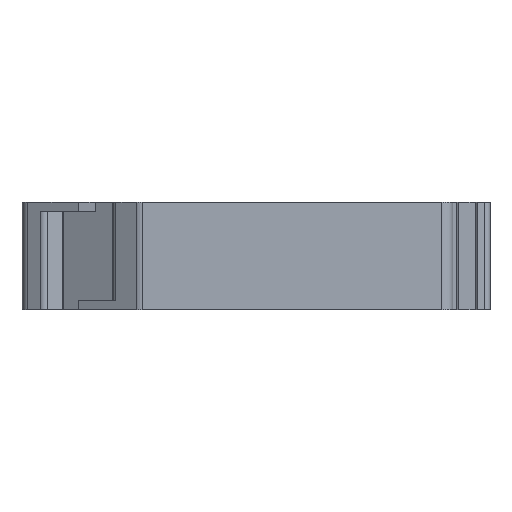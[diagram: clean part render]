
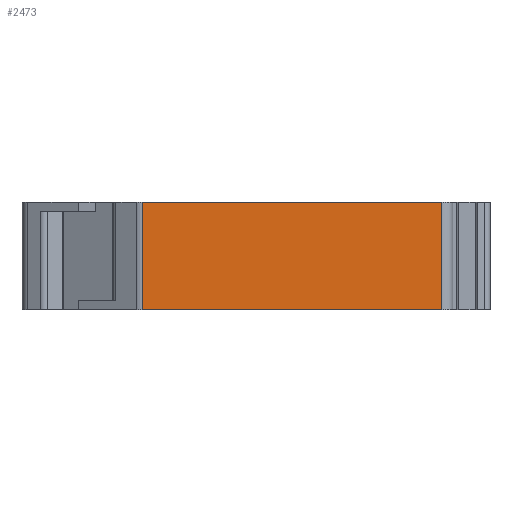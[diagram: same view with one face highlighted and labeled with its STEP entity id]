
A CAD part, left-side view. The second image highlights one B-rep face of the part: STEP entity #2473.
In plain terms, the highlighted planar face has unit normal (-1, 0, 0).
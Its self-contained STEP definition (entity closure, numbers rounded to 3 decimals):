
#91=DIRECTION('',(0.,-1.,0.));
#92=VECTOR('',#91,26.54);
#93=CARTESIAN_POINT('',(-23.,10.09,-4.75));
#94=LINE('',#93,#92);
#744=DIRECTION('',(0.,-1.,0.));
#745=VECTOR('',#744,26.54);
#746=CARTESIAN_POINT('',(-23.,10.09,4.75));
#747=LINE('',#746,#745);
#986=DIRECTION('',(0.,0.,1.));
#987=VECTOR('',#986,9.5);
#988=CARTESIAN_POINT('',(-23.,10.09,-4.75));
#989=LINE('',#988,#987);
#990=DIRECTION('',(0.,0.,1.));
#991=VECTOR('',#990,9.5);
#992=CARTESIAN_POINT('',(-23.,-16.45,-4.75));
#993=LINE('',#992,#991);
#1239=CARTESIAN_POINT('',(-23.,10.09,-4.75));
#1241=VERTEX_POINT('',#1239);
#1242=CARTESIAN_POINT('',(-23.,-16.45,-4.75));
#1243=VERTEX_POINT('',#1242);
#1375=CARTESIAN_POINT('',(-23.,10.09,4.75));
#1377=VERTEX_POINT('',#1375);
#1378=CARTESIAN_POINT('',(-23.,-16.45,4.75));
#1379=VERTEX_POINT('',#1378);
#2461=CARTESIAN_POINT('',(-23.,10.09,-4.75));
#2462=DIRECTION('',(-1.,0.,0.));
#2463=DIRECTION('',(0.,-1.,0.));
#2464=AXIS2_PLACEMENT_3D('',#2461,#2462,#2463);
#2465=PLANE('',#2464);
#2466=ORIENTED_EDGE('',*,*,#1657,.F.);
#2467=ORIENTED_EDGE('',*,*,#2456,.T.);
#2468=ORIENTED_EDGE('',*,*,#2049,.T.);
#2470=ORIENTED_EDGE('',*,*,#2469,.F.);
#2471=EDGE_LOOP('',(#2466,#2467,#2468,#2470));
#2472=FACE_OUTER_BOUND('',#2471,.F.);
#1657=EDGE_CURVE('',#1241,#1243,#94,.T.);
#2049=EDGE_CURVE('',#1377,#1379,#747,.T.);
#2456=EDGE_CURVE('',#1241,#1377,#989,.T.);
#2469=EDGE_CURVE('',#1243,#1379,#993,.T.);
#2473=ADVANCED_FACE('',(#2472),#2465,.T.);
